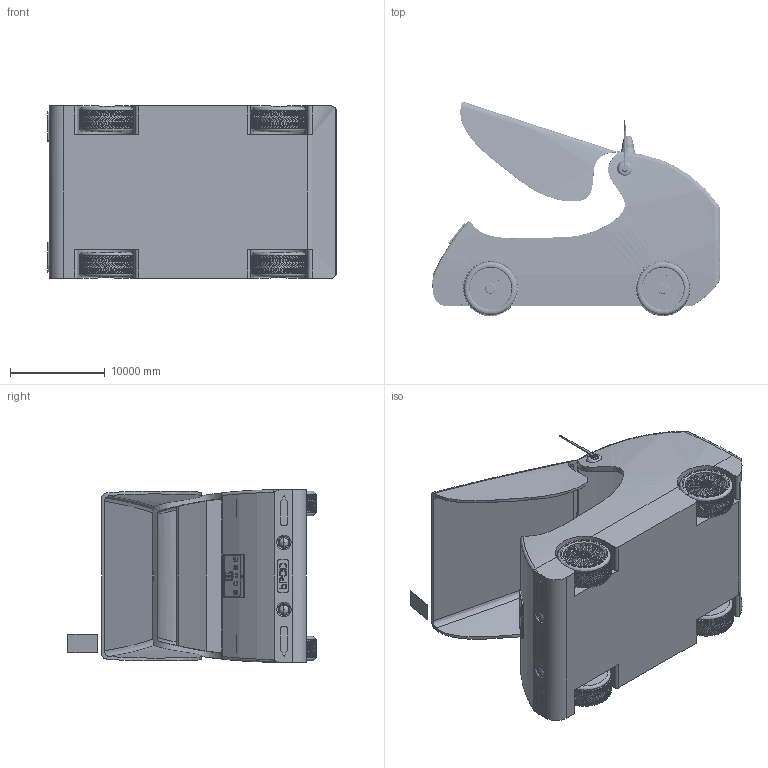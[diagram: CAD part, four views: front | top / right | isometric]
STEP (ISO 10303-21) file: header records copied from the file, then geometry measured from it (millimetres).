
FILE_DESCRIPTION(('FreeCAD Model'),'2;1');
FILE_NAME('Open CASCADE Shape Model','2025-05-04T13:11:00',('FreeCAD'),( 'FreeCAD'),'Open CASCADE STEP processor 7.6','FreeCAD','Unknown');
FILE_SCHEMA(('AUTOMOTIVE_DESIGN { 1 0 10303 214 1 1 1 1 }'));
Products named in the file (1): Open CASCADE STEP translator 7.6 1
Bounding box: 30424.28 x 26178.46 x 18163.75 mm (x, y, z)
Volume: 1982754328468.5 mm3; surface area: 6210959306.7 mm2
Topology: 241 solids, 244 shells, 3361 faces, 8390 edges, 5558 vertices
Faces by surface type: bspline 3361
Entity records: 400273 total; most frequent: CARTESIAN_POINT 349156, ORIENTED_EDGE 16768, EDGE_CURVE 8390, B_SPLINE_CURVE_WITH_KNOTS 7810, VERTEX_POINT 5558, FACE_BOUND 3517, EDGE_LOOP 3517, ADVANCED_FACE 3361
